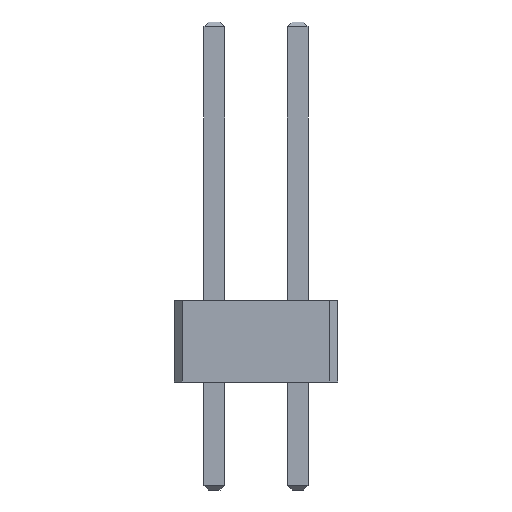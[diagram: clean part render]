
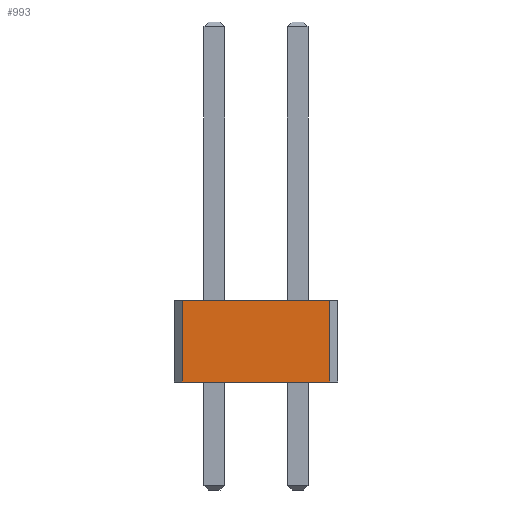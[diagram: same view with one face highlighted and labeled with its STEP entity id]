
A CAD part, front view. The second image highlights one B-rep face of the part: STEP entity #993.
In plain terms, the highlighted planar face has unit normal (0, -1, 0).
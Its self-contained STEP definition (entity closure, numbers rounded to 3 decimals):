
#44 = PLANE('',#45);
#45 = AXIS2_PLACEMENT_3D('',#46,#47,#48);
#46 = CARTESIAN_POINT('',(-1.23,1.27,0.));
#47 = DIRECTION('',(0.,0.,-1.));
#48 = DIRECTION('',(0.,1.,0.));
#100 = PLANE('',#101);
#101 = AXIS2_PLACEMENT_3D('',#102,#103,#104);
#102 = CARTESIAN_POINT('',(-1.23,1.27,2.5));
#103 = DIRECTION('',(0.,0.,-1.));
#104 = DIRECTION('',(0.,1.,0.));
#126 = PLANE('',#127);
#127 = AXIS2_PLACEMENT_3D('',#128,#129,#130);
#128 = CARTESIAN_POINT('',(-1.105,-1.145,0.));
#129 = DIRECTION('',(-0.707,-0.707,0.));
#130 = DIRECTION('',(0.,0.,-1.));
#250 = VERTEX_POINT('',#251);
#251 = CARTESIAN_POINT('',(3.52,-1.27,0.));
#265 = PLANE('',#266);
#266 = AXIS2_PLACEMENT_3D('',#267,#268,#269);
#267 = CARTESIAN_POINT('',(3.645,-1.145,0.));
#268 = DIRECTION('',(0.707,-0.707,0.));
#269 = DIRECTION('',(0.,0.,-1.));
#277 = EDGE_CURVE('',#278,#250,#280,.T.);
#278 = VERTEX_POINT('',#279);
#279 = CARTESIAN_POINT('',(-0.98,-1.27,0.));
#280 = SURFACE_CURVE('',#281,(#285,#292),.PCURVE_S1.);
#281 = LINE('',#282,#283);
#282 = CARTESIAN_POINT('',(-1.23,-1.27,0.));
#283 = VECTOR('',#284,1.);
#284 = DIRECTION('',(1.,0.,0.));
#285 = PCURVE('',#44,#286);
#286 = DEFINITIONAL_REPRESENTATION('',(#287),#291);
#287 = LINE('',#288,#289);
#288 = CARTESIAN_POINT('',(-2.54,0.));
#289 = VECTOR('',#290,1.);
#290 = DIRECTION('',(0.,1.));
#291 = ( GEOMETRIC_REPRESENTATION_CONTEXT(2) 
PARAMETRIC_REPRESENTATION_CONTEXT() REPRESENTATION_CONTEXT('2D SPACE',''
  ) );
#292 = PCURVE('',#293,#298);
#293 = PLANE('',#294);
#294 = AXIS2_PLACEMENT_3D('',#295,#296,#297);
#295 = CARTESIAN_POINT('',(-1.23,-1.27,0.));
#296 = DIRECTION('',(0.,1.,0.));
#297 = DIRECTION('',(1.,0.,0.));
#298 = DEFINITIONAL_REPRESENTATION('',(#299),#303);
#299 = LINE('',#300,#301);
#300 = CARTESIAN_POINT('',(0.,0.));
#301 = VECTOR('',#302,1.);
#302 = DIRECTION('',(1.,0.));
#303 = ( GEOMETRIC_REPRESENTATION_CONTEXT(2) 
PARAMETRIC_REPRESENTATION_CONTEXT() REPRESENTATION_CONTEXT('2D SPACE',''
  ) );
#593 = VERTEX_POINT('',#594);
#594 = CARTESIAN_POINT('',(-0.98,-1.27,2.5));
#615 = EDGE_CURVE('',#278,#593,#616,.T.);
#616 = SURFACE_CURVE('',#617,(#621,#628),.PCURVE_S1.);
#617 = LINE('',#618,#619);
#618 = CARTESIAN_POINT('',(-0.98,-1.27,0.));
#619 = VECTOR('',#620,1.);
#620 = DIRECTION('',(0.,0.,1.));
#621 = PCURVE('',#126,#622);
#622 = DEFINITIONAL_REPRESENTATION('',(#623),#627);
#623 = LINE('',#624,#625);
#624 = CARTESIAN_POINT('',(0.,0.177));
#625 = VECTOR('',#626,1.);
#626 = DIRECTION('',(-1.,0.));
#627 = ( GEOMETRIC_REPRESENTATION_CONTEXT(2) 
PARAMETRIC_REPRESENTATION_CONTEXT() REPRESENTATION_CONTEXT('2D SPACE',''
  ) );
#628 = PCURVE('',#293,#629);
#629 = DEFINITIONAL_REPRESENTATION('',(#630),#634);
#630 = LINE('',#631,#632);
#631 = CARTESIAN_POINT('',(0.25,0.));
#632 = VECTOR('',#633,1.);
#633 = DIRECTION('',(0.,-1.));
#634 = ( GEOMETRIC_REPRESENTATION_CONTEXT(2) 
PARAMETRIC_REPRESENTATION_CONTEXT() REPRESENTATION_CONTEXT('2D SPACE',''
  ) );
#711 = VERTEX_POINT('',#712);
#712 = CARTESIAN_POINT('',(3.52,-1.27,2.5));
#733 = EDGE_CURVE('',#593,#711,#734,.T.);
#734 = SURFACE_CURVE('',#735,(#739,#746),.PCURVE_S1.);
#735 = LINE('',#736,#737);
#736 = CARTESIAN_POINT('',(-1.23,-1.27,2.5));
#737 = VECTOR('',#738,1.);
#738 = DIRECTION('',(1.,0.,0.));
#739 = PCURVE('',#100,#740);
#740 = DEFINITIONAL_REPRESENTATION('',(#741),#745);
#741 = LINE('',#742,#743);
#742 = CARTESIAN_POINT('',(-2.54,0.));
#743 = VECTOR('',#744,1.);
#744 = DIRECTION('',(0.,1.));
#745 = ( GEOMETRIC_REPRESENTATION_CONTEXT(2) 
PARAMETRIC_REPRESENTATION_CONTEXT() REPRESENTATION_CONTEXT('2D SPACE',''
  ) );
#746 = PCURVE('',#293,#747);
#747 = DEFINITIONAL_REPRESENTATION('',(#748),#752);
#748 = LINE('',#749,#750);
#749 = CARTESIAN_POINT('',(0.,-2.5));
#750 = VECTOR('',#751,1.);
#751 = DIRECTION('',(1.,0.));
#752 = ( GEOMETRIC_REPRESENTATION_CONTEXT(2) 
PARAMETRIC_REPRESENTATION_CONTEXT() REPRESENTATION_CONTEXT('2D SPACE',''
  ) );
#993 = ADVANCED_FACE('',(#994),#293,.F.);
#994 = FACE_BOUND('',#995,.F.);
#995 = EDGE_LOOP('',(#996,#997,#998,#999));
#996 = ORIENTED_EDGE('',*,*,#277,.F.);
#997 = ORIENTED_EDGE('',*,*,#615,.T.);
#998 = ORIENTED_EDGE('',*,*,#733,.T.);
#999 = ORIENTED_EDGE('',*,*,#1000,.F.);
#1000 = EDGE_CURVE('',#250,#711,#1001,.T.);
#1001 = SURFACE_CURVE('',#1002,(#1006,#1013),.PCURVE_S1.);
#1002 = LINE('',#1003,#1004);
#1003 = CARTESIAN_POINT('',(3.52,-1.27,0.));
#1004 = VECTOR('',#1005,1.);
#1005 = DIRECTION('',(0.,0.,1.));
#1006 = PCURVE('',#293,#1007);
#1007 = DEFINITIONAL_REPRESENTATION('',(#1008),#1012);
#1008 = LINE('',#1009,#1010);
#1009 = CARTESIAN_POINT('',(4.75,0.));
#1010 = VECTOR('',#1011,1.);
#1011 = DIRECTION('',(0.,-1.));
#1012 = ( GEOMETRIC_REPRESENTATION_CONTEXT(2) 
PARAMETRIC_REPRESENTATION_CONTEXT() REPRESENTATION_CONTEXT('2D SPACE',''
  ) );
#1013 = PCURVE('',#265,#1014);
#1014 = DEFINITIONAL_REPRESENTATION('',(#1015),#1019);
#1015 = LINE('',#1016,#1017);
#1016 = CARTESIAN_POINT('',(0.,-0.177));
#1017 = VECTOR('',#1018,1.);
#1018 = DIRECTION('',(-1.,0.));
#1019 = ( GEOMETRIC_REPRESENTATION_CONTEXT(2) 
PARAMETRIC_REPRESENTATION_CONTEXT() REPRESENTATION_CONTEXT('2D SPACE',''
  ) );
